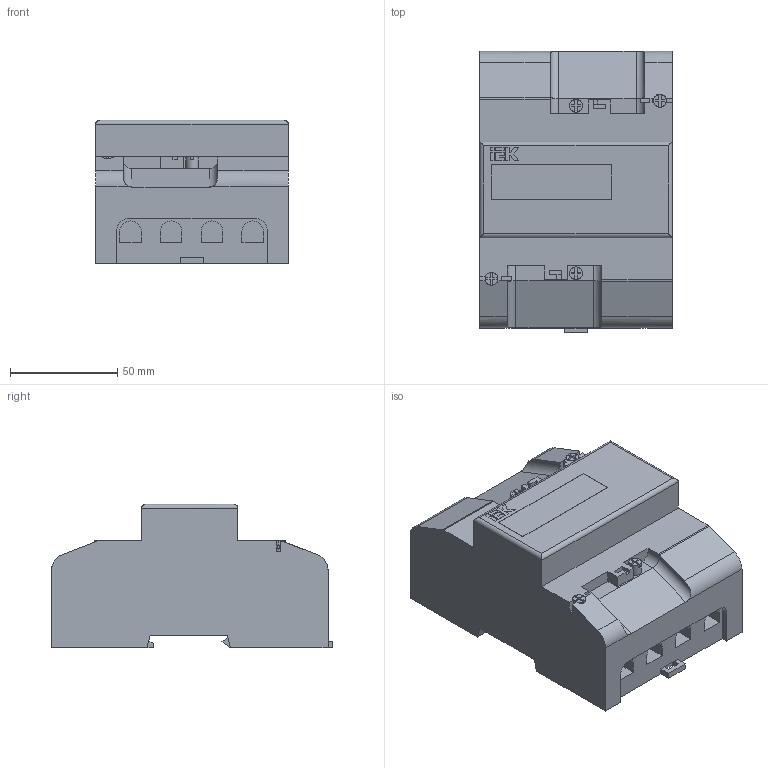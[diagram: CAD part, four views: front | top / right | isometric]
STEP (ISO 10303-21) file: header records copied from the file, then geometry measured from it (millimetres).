
FILE_DESCRIPTION (( 'STEP AP214' ), '1' );
FILE_NAME ('Ê1.STEP', '2018-03-20T06:42:44', ( 'AutoBVT' ), ( 'Microsoft' ), 'SwSTEP 2.0', 'SolidWorks 2014', '' );
FILE_SCHEMA (( 'AUTOMOTIVE_DESIGN' ));
Length unit declared in the file: millimetre
Products named in the file (1): ﾊ1
Bounding box: 90 x 131.1 x 67 mm (x, y, z)
Volume: 591269.6 mm3; surface area: 51961.2 mm2
Topology: 1 solids, 1 shells, 272 faces, 777 edges, 510 vertices
Faces by surface type: plane 220, cylinder 52
Entity records: 9075 total; most frequent: CARTESIAN_POINT 1940, ORIENTED_EDGE 1554, DIRECTION 1363, EDGE_CURVE 777, VECTOR 637, LINE 637, VERTEX_POINT 510, AXIS2_PLACEMENT_3D 363
